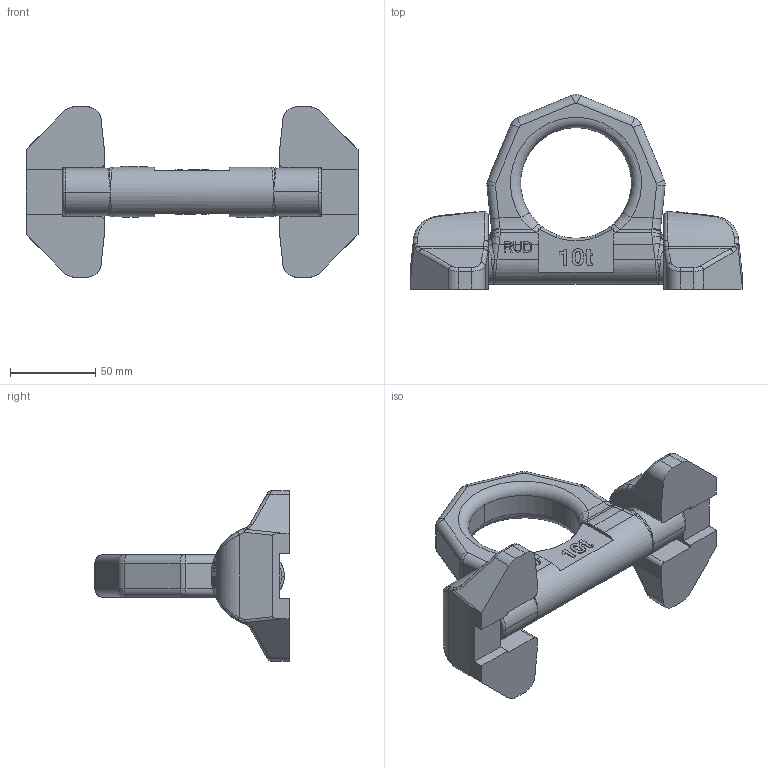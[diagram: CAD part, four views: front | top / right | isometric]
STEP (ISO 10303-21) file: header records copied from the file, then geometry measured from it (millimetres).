
FILE_DESCRIPTION((''),'2;1');
FILE_NAME('001-M31836-P-10_ASM','2019-02-01T',('anja.joas'),(''),'PRO/ENGINEER BY PARAMETRIC TECHNOLOGY CORPORATION, 2011490','PRO/ENGINEER BY PARAMETRIC TECHNOLOGY CORPORATION, 2011490','');
FILE_SCHEMA(('CONFIG_CONTROL_DESIGN'));
Length unit declared in the file: millimetre
Products named in the file (3): 001-M31836-P1; 001-M35242-P-1; 001-M31836-P-10_ASM
Assembly tree (3 placements, depth 2):
  001-M31836-P-10_ASM
    001-M31836-P1  x2
    001-M35242-P-1
Bounding box: 195 x 114.4 x 100 mm (x, y, z)
Volume: 393474.8 mm3; surface area: 62295.7 mm2
Topology: 3 solids, 3 shells, 992 faces, 2695 edges, 1739 vertices
Faces by surface type: plane 699, bspline 114, cylinder 103, extrusion 50, torus 14, sphere 12
Entity records: 25462 total; most frequent: CARTESIAN_POINT 8196, ORIENTED_EDGE 3886, DIRECTION 3061, EDGE_CURVE 1943, VECTOR 1423, LINE 1373, VERTEX_POINT 1251, AXIS2_PLACEMENT_3D 819
